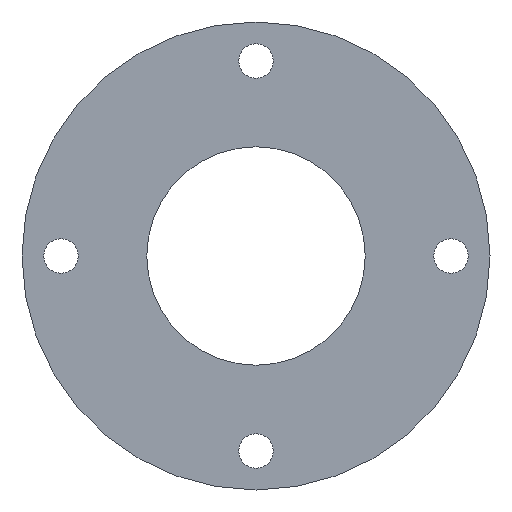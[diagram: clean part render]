
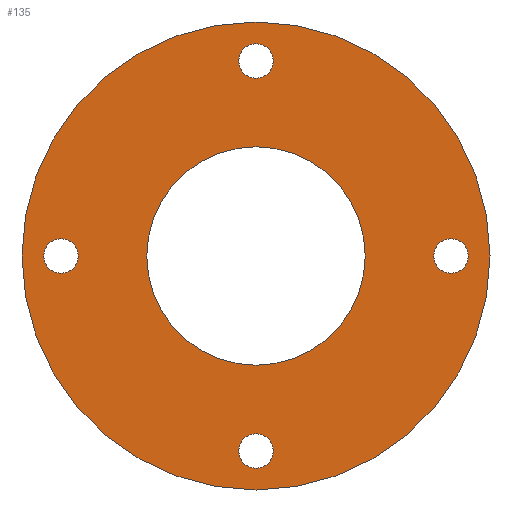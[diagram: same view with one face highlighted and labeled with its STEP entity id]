
A CAD part, front view. The second image highlights one B-rep face of the part: STEP entity #135.
In plain terms, the highlighted planar face has unit normal (0, -1, 0).
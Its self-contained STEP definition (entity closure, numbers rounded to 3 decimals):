
#1 = EDGE_CURVE ( 'NONE', #569, #103, #285, .T. ) ;
#9 = ORIENTED_EDGE ( 'NONE', *, *, #148, .F. ) ;
#12 = VERTEX_POINT ( 'NONE', #510 ) ;
#23 = DIRECTION ( 'NONE',  ( 0., -1., 0. ) ) ;
#25 = DIRECTION ( 'NONE',  ( 0., 0., 1. ) ) ;
#26 = EDGE_LOOP ( 'NONE', ( #246, #313 ) ) ;
#32 = DIRECTION ( 'NONE',  ( 0., -1., 0. ) ) ;
#36 = CARTESIAN_POINT ( 'NONE',  ( -12.5, 0., 0. ) ) ;
#46 = CARTESIAN_POINT ( 'NONE',  ( 0., 0., -12.5 ) ) ;
#48 = EDGE_CURVE ( 'NONE', #275, #372, #561, .T. ) ;
#53 = EDGE_CURVE ( 'NONE', #406, #440, #140, .T. ) ;
#55 = CARTESIAN_POINT ( 'NONE',  ( 12.5, 0., 1.1 ) ) ;
#58 = CARTESIAN_POINT ( 'NONE',  ( 0., 0., 0. ) ) ;
#69 = CARTESIAN_POINT ( 'NONE',  ( 12.5, 0., -1.1 ) ) ;
#70 = DIRECTION ( 'NONE',  ( 0., 1., 0. ) ) ;
#71 = CARTESIAN_POINT ( 'NONE',  ( 0., 0., -15. ) ) ;
#72 = PLANE ( 'NONE',  #175 ) ;
#82 = CARTESIAN_POINT ( 'NONE',  ( 0., 0., -11.4 ) ) ;
#84 = FACE_BOUND ( 'NONE', #85, .T. ) ;
#85 = EDGE_LOOP ( 'NONE', ( #300, #363 ) ) ;
#90 = ORIENTED_EDGE ( 'NONE', *, *, #465, .F. ) ;
#91 = EDGE_CURVE ( 'NONE', #364, #12, #486, .T. ) ;
#92 = EDGE_LOOP ( 'NONE', ( #90, #402 ) ) ;
#97 = VERTEX_POINT ( 'NONE', #55 ) ;
#98 = EDGE_CURVE ( 'NONE', #12, #364, #236, .T. ) ;
#100 = CARTESIAN_POINT ( 'NONE',  ( 0., 0., 12.5 ) ) ;
#103 = VERTEX_POINT ( 'NONE', #337 ) ;
#104 = FACE_BOUND ( 'NONE', #595, .T. ) ;
#122 = EDGE_LOOP ( 'NONE', ( #9, #384 ) ) ;
#124 = DIRECTION ( 'NONE',  ( 0., -1., 0. ) ) ;
#135 = ADVANCED_FACE ( 'NONE', ( #371, #621, #104, #295, #399, #84 ), #72, .F. ) ;
#140 = CIRCLE ( 'NONE', #530, 1.1 ) ;
#143 = DIRECTION ( 'NONE',  ( 0., -1., 0. ) ) ;
#145 = EDGE_CURVE ( 'NONE', #372, #275, #316, .T. ) ;
#148 = EDGE_CURVE ( 'NONE', #103, #569, #199, .T. ) ;
#154 = ORIENTED_EDGE ( 'NONE', *, *, #48, .F. ) ;
#165 = CARTESIAN_POINT ( 'NONE',  ( -12.5, 0., 1.1 ) ) ;
#175 = AXIS2_PLACEMENT_3D ( 'NONE', #258, #398, #501 ) ;
#189 = EDGE_CURVE ( 'NONE', #454, #483, #439, .T. ) ;
#190 = DIRECTION ( 'NONE',  ( 0., 1., 0. ) ) ;
#196 = DIRECTION ( 'NONE',  ( 0., -1., 0. ) ) ;
#199 = CIRCLE ( 'NONE', #274, 1.1 ) ;
#202 = DIRECTION ( 'NONE',  ( 0., 0., 1. ) ) ;
#214 = DIRECTION ( 'NONE',  ( 0., 0., 1. ) ) ;
#235 = DIRECTION ( 'NONE',  ( 0., 1., 0. ) ) ;
#236 = CIRCLE ( 'NONE', #513, 7. ) ;
#238 = CARTESIAN_POINT ( 'NONE',  ( 0., 0., 0. ) ) ;
#246 = ORIENTED_EDGE ( 'NONE', *, *, #189, .F. ) ;
#252 = CARTESIAN_POINT ( 'NONE',  ( 0., 0., 15. ) ) ;
#258 = CARTESIAN_POINT ( 'NONE',  ( 0., 0., 0. ) ) ;
#265 = AXIS2_PLACEMENT_3D ( 'NONE', #452, #70, #202 ) ;
#274 = AXIS2_PLACEMENT_3D ( 'NONE', #276, #625, #25 ) ;
#275 = VERTEX_POINT ( 'NONE', #82 ) ;
#276 = CARTESIAN_POINT ( 'NONE',  ( 0., 0., 12.5 ) ) ;
#285 = CIRCLE ( 'NONE', #350, 1.1 ) ;
#294 = CIRCLE ( 'NONE', #546, 1.1 ) ;
#295 = FACE_BOUND ( 'NONE', #336, .T. ) ;
#300 = ORIENTED_EDGE ( 'NONE', *, *, #98, .T. ) ;
#309 = ORIENTED_EDGE ( 'NONE', *, *, #415, .F. ) ;
#312 = DIRECTION ( 'NONE',  ( 0., 0., 1. ) ) ;
#313 = ORIENTED_EDGE ( 'NONE', *, *, #626, .F. ) ;
#316 = CIRCLE ( 'NONE', #618, 1.1 ) ;
#323 = DIRECTION ( 'NONE',  ( 0., 0., 1. ) ) ;
#336 = EDGE_LOOP ( 'NONE', ( #309, #509 ) ) ;
#337 = CARTESIAN_POINT ( 'NONE',  ( 0., 0., 13.6 ) ) ;
#350 = AXIS2_PLACEMENT_3D ( 'NONE', #100, #426, #405 ) ;
#351 = DIRECTION ( 'NONE',  ( 0., 0., 1. ) ) ;
#363 = ORIENTED_EDGE ( 'NONE', *, *, #91, .T. ) ;
#364 = VERTEX_POINT ( 'NONE', #552 ) ;
#365 = CARTESIAN_POINT ( 'NONE',  ( -12.5, 0., -1.1 ) ) ;
#371 = FACE_BOUND ( 'NONE', #122, .T. ) ;
#372 = VERTEX_POINT ( 'NONE', #450 ) ;
#378 = AXIS2_PLACEMENT_3D ( 'NONE', #514, #124, #312 ) ;
#384 = ORIENTED_EDGE ( 'NONE', *, *, #1, .F. ) ;
#386 = DIRECTION ( 'NONE',  ( 0., 0., 1. ) ) ;
#389 = CIRCLE ( 'NONE', #397, 1.1 ) ;
#392 = CARTESIAN_POINT ( 'NONE',  ( 12.5, 0., 0. ) ) ;
#397 = AXIS2_PLACEMENT_3D ( 'NONE', #543, #196, #386 ) ;
#398 = DIRECTION ( 'NONE',  ( 0., 1., 0. ) ) ;
#399 = FACE_OUTER_BOUND ( 'NONE', #26, .T. ) ;
#402 = ORIENTED_EDGE ( 'NONE', *, *, #53, .F. ) ;
#404 = EDGE_CURVE ( 'NONE', #423, #97, #422, .T. ) ;
#405 = DIRECTION ( 'NONE',  ( 0., 0., 1. ) ) ;
#406 = VERTEX_POINT ( 'NONE', #365 ) ;
#411 = CARTESIAN_POINT ( 'NONE',  ( 12.5, 0., 0. ) ) ;
#415 = EDGE_CURVE ( 'NONE', #97, #423, #294, .T. ) ;
#422 = CIRCLE ( 'NONE', #528, 1.1 ) ;
#423 = VERTEX_POINT ( 'NONE', #69 ) ;
#426 = DIRECTION ( 'NONE',  ( 0., -1., 0. ) ) ;
#427 = CARTESIAN_POINT ( 'NONE',  ( 0., 0., 0. ) ) ;
#439 = CIRCLE ( 'NONE', #265, 15. ) ;
#440 = VERTEX_POINT ( 'NONE', #165 ) ;
#450 = CARTESIAN_POINT ( 'NONE',  ( 0., 0., -13.6 ) ) ;
#452 = CARTESIAN_POINT ( 'NONE',  ( 0., 0., 0. ) ) ;
#454 = VERTEX_POINT ( 'NONE', #71 ) ;
#464 = DIRECTION ( 'NONE',  ( 0., -1., 0. ) ) ;
#465 = EDGE_CURVE ( 'NONE', #440, #406, #389, .T. ) ;
#483 = VERTEX_POINT ( 'NONE', #252 ) ;
#486 = CIRCLE ( 'NONE', #573, 7. ) ;
#501 = DIRECTION ( 'NONE',  ( 0., 0., 1. ) ) ;
#509 = ORIENTED_EDGE ( 'NONE', *, *, #404, .F. ) ;
#510 = CARTESIAN_POINT ( 'NONE',  ( 0., 0., -7. ) ) ;
#513 = AXIS2_PLACEMENT_3D ( 'NONE', #58, #235, #583 ) ;
#514 = CARTESIAN_POINT ( 'NONE',  ( 0., 0., -12.5 ) ) ;
#528 = AXIS2_PLACEMENT_3D ( 'NONE', #411, #464, #214 ) ;
#530 = AXIS2_PLACEMENT_3D ( 'NONE', #36, #32, #551 ) ;
#533 = AXIS2_PLACEMENT_3D ( 'NONE', #427, #190, #582 ) ;
#537 = DIRECTION ( 'NONE',  ( 0., 1., 0. ) ) ;
#543 = CARTESIAN_POINT ( 'NONE',  ( -12.5, 0., 0. ) ) ;
#546 = AXIS2_PLACEMENT_3D ( 'NONE', #392, #23, #351 ) ;
#551 = DIRECTION ( 'NONE',  ( 0., 0., 1. ) ) ;
#552 = CARTESIAN_POINT ( 'NONE',  ( 0., 0., 7. ) ) ;
#558 = CIRCLE ( 'NONE', #533, 15. ) ;
#561 = CIRCLE ( 'NONE', #378, 1.1 ) ;
#569 = VERTEX_POINT ( 'NONE', #594 ) ;
#573 = AXIS2_PLACEMENT_3D ( 'NONE', #238, #537, #587 ) ;
#582 = DIRECTION ( 'NONE',  ( 0., 0., 1. ) ) ;
#583 = DIRECTION ( 'NONE',  ( 0., 0., 1. ) ) ;
#587 = DIRECTION ( 'NONE',  ( 0., 0., 1. ) ) ;
#594 = CARTESIAN_POINT ( 'NONE',  ( 0., 0., 11.4 ) ) ;
#595 = EDGE_LOOP ( 'NONE', ( #154, #613 ) ) ;
#613 = ORIENTED_EDGE ( 'NONE', *, *, #145, .F. ) ;
#618 = AXIS2_PLACEMENT_3D ( 'NONE', #46, #143, #323 ) ;
#621 = FACE_BOUND ( 'NONE', #92, .T. ) ;
#625 = DIRECTION ( 'NONE',  ( 0., -1., 0. ) ) ;
#626 = EDGE_CURVE ( 'NONE', #483, #454, #558, .T. ) ;
